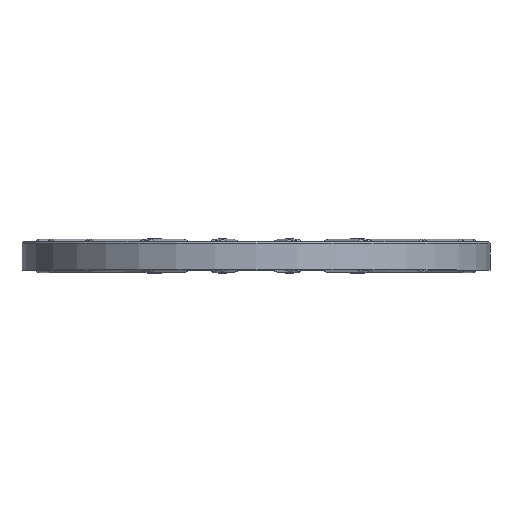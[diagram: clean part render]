
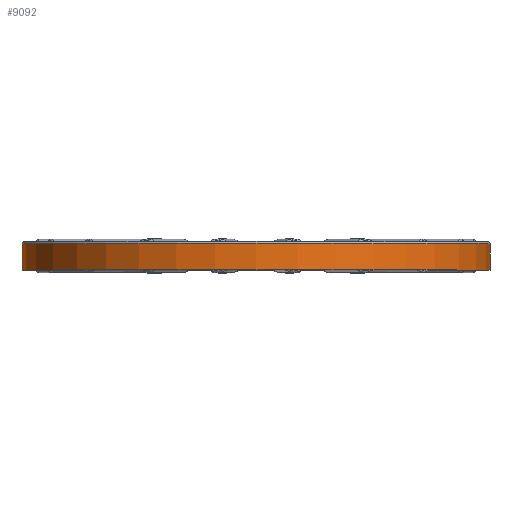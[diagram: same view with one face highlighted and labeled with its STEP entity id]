
A CAD part, top view. The second image highlights one B-rep face of the part: STEP entity #9092.
In plain terms, the highlighted cylindrical face has radius 14 mm (diameter 28 mm), a full revolution.
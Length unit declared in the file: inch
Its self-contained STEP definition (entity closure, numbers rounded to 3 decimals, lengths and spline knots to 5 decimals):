
#682=FACE_OUTER_BOUND('',#1194,.T.);
#1194=EDGE_LOOP('',(#6006,#6007,#6008,#6009,#6010));
#1724=LINE('',#14376,#2254);
#2254=VECTOR('',#11168,0.55118);
#2793=CIRCLE('',#9673,0.55118);
#2794=CIRCLE('',#9674,0.55118);
#2812=CIRCLE('',#9700,0.55118);
#3490=VERTEX_POINT('',#14331);
#3491=VERTEX_POINT('',#14332);
#3504=VERTEX_POINT('',#14375);
#4477=EDGE_CURVE('',#3490,#3491,#2793,.T.);
#4478=EDGE_CURVE('',#3491,#3490,#2794,.T.);
#4499=EDGE_CURVE('',#3490,#3504,#1724,.T.);
#4500=EDGE_CURVE('',#3504,#3504,#2812,.T.);
#6006=ORIENTED_EDGE('',*,*,#4477,.T.);
#6007=ORIENTED_EDGE('',*,*,#4478,.T.);
#6008=ORIENTED_EDGE('',*,*,#4499,.T.);
#6009=ORIENTED_EDGE('',*,*,#4500,.T.);
#6010=ORIENTED_EDGE('',*,*,#4499,.F.);
#8878=CYLINDRICAL_SURFACE('',#9699,0.55118);
#9092=ADVANCED_FACE('',(#682),#8878,.T.);
#9673=AXIS2_PLACEMENT_3D('',#14333,#11111,#11112);
#9674=AXIS2_PLACEMENT_3D('',#14334,#11113,#11114);
#9699=AXIS2_PLACEMENT_3D('',#14374,#11166,#11167);
#9700=AXIS2_PLACEMENT_3D('',#14377,#11169,#11170);
#11111=DIRECTION('center_axis',(0.,-1.,0.));
#11112=DIRECTION('ref_axis',(0.,0.,-1.));
#11113=DIRECTION('center_axis',(0.,-1.,0.));
#11114=DIRECTION('ref_axis',(0.,0.,-1.));
#11166=DIRECTION('center_axis',(0.,1.,0.));
#11167=DIRECTION('ref_axis',(0.,0.,1.));
#11168=DIRECTION('',(0.,-1.,0.));
#11169=DIRECTION('center_axis',(0.,1.,0.));
#11170=DIRECTION('ref_axis',(0.,0.,1.));
#14331=CARTESIAN_POINT('',(0.,0.02854,-0.55118));
#14332=CARTESIAN_POINT('',(0.,0.02854,0.55118));
#14333=CARTESIAN_POINT('Origin',(0.,0.02854,0.));
#14334=CARTESIAN_POINT('Origin',(0.,0.02854,0.));
#14374=CARTESIAN_POINT('Origin',(0.,0.03937,0.));
#14375=CARTESIAN_POINT('',(0.,-0.03346,-0.55118));
#14376=CARTESIAN_POINT('',(0.,0.03937,-0.55118));
#14377=CARTESIAN_POINT('Origin',(0.,-0.03346,0.));
